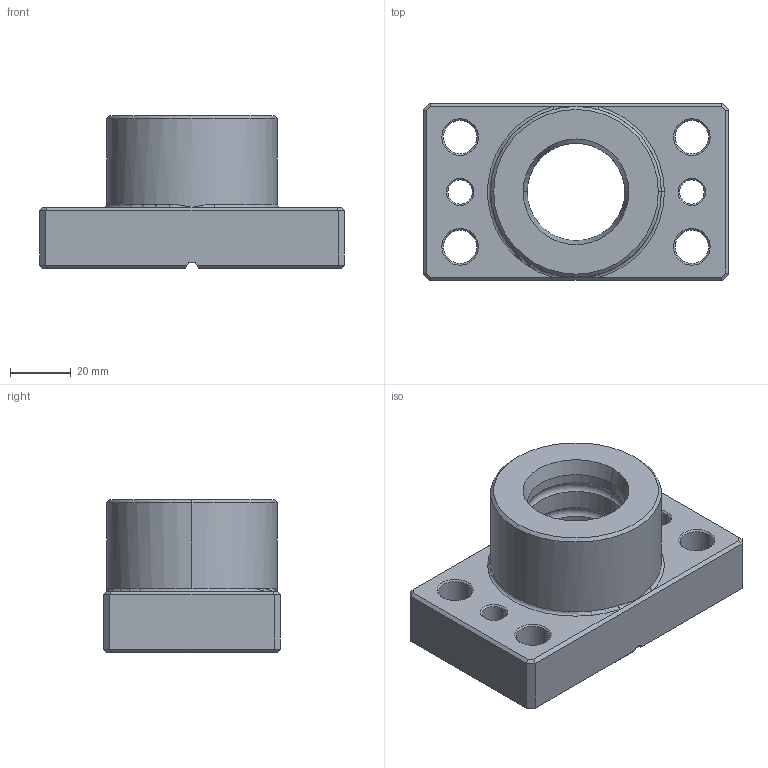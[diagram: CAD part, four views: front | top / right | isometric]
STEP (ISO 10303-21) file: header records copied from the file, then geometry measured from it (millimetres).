
FILE_DESCRIPTION (( 'STEP AP214' ), '1' );
FILE_NAME ('SBZP-D32.step', '2021-09-18T11:44:48', ( 'User' ), ( 'china' ), 'SwSTEP 2.0', 'SolidWorks 2016', '' );
FILE_SCHEMA (( 'AUTOMOTIVE_DESIGN' ));
Length unit declared in the file: millimetre
Products named in the file (1): SBZP-D32
Bounding box: 100 x 58 x 50 mm (x, y, z)
Volume: 138137.9 mm3; surface area: 28800.9 mm2
Topology: 1 solids, 1 shells, 123 faces, 296 edges, 172 vertices
Faces by surface type: plane 41, cylinder 36, cone 31, torus 11, bspline 4
Entity records: 3731 total; most frequent: CARTESIAN_POINT 802, DIRECTION 639, ORIENTED_EDGE 584, EDGE_CURVE 292, AXIS2_PLACEMENT_3D 241, VERTEX_POINT 172, LINE 157, VECTOR 157
